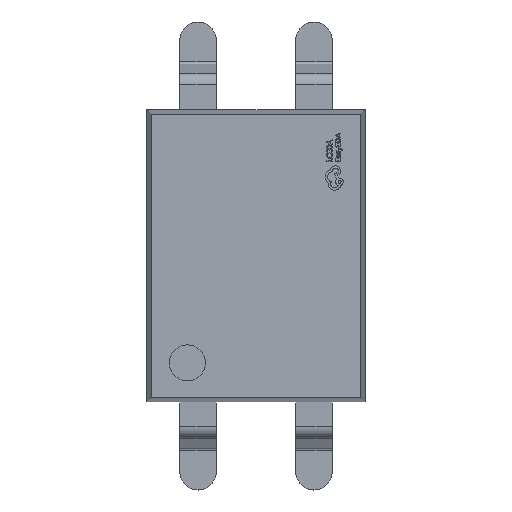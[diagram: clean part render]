
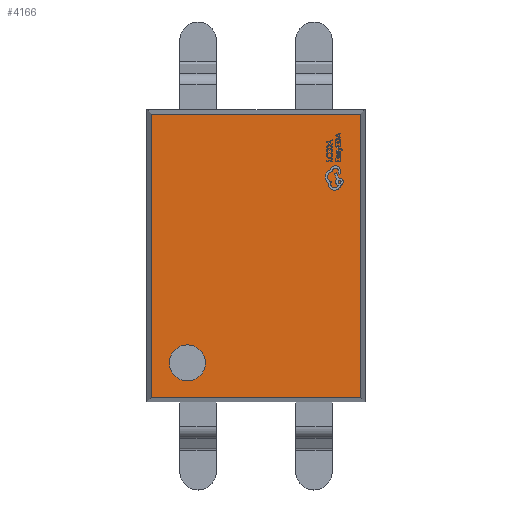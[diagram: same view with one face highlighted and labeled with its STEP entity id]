
A CAD part, top view. The second image highlights one B-rep face of the part: STEP entity #4166.
In plain terms, the highlighted planar face has unit normal (0, 0, 1).
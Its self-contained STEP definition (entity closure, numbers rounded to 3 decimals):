
#70 = DIRECTION ( 'NONE',  ( 1., 0., 0. ) ) ;
#394 = VERTEX_POINT ( 'NONE', #16322 ) ;
#772 = DIRECTION ( 'NONE',  ( 0., 0., 1. ) ) ;
#889 = CARTESIAN_POINT ( 'NONE',  ( 2.29, 3.2, 2.9 ) ) ;
#953 = DIRECTION ( 'NONE',  ( 0., -1., 0. ) ) ;
#1020 = EDGE_CURVE ( 'NONE', #8279, #2952, #4636, .T. ) ;
#1240 = EDGE_CURVE ( 'NONE', #2302, #16245, #9924, .T. ) ;
#1273 = DIRECTION ( 'NONE',  ( 1., 0., 0. ) ) ;
#1343 = VECTOR ( 'NONE', #13889, 1000. ) ;
#1582 = VERTEX_POINT ( 'NONE', #6104 ) ;
#1878 = CARTESIAN_POINT ( 'NONE',  ( -1.504, -2.346, 2.9 ) ) ;
#2051 = ORIENTED_EDGE ( 'NONE', *, *, #5574, .T. ) ;
#2302 = VERTEX_POINT ( 'NONE', #15629 ) ;
#2421 = AXIS2_PLACEMENT_3D ( 'NONE', #5283, #4062, #1273 ) ;
#2635 = CARTESIAN_POINT ( 'NONE',  ( -1.504, -2.346, 2.9 ) ) ;
#2873 = LINE ( 'NONE', #4141, #13862 ) ;
#2952 = VERTEX_POINT ( 'NONE', #6415 ) ;
#4062 = DIRECTION ( 'NONE',  ( 0., 0., 1. ) ) ;
#4141 = CARTESIAN_POINT ( 'NONE',  ( 2.39, -3.1, 2.9 ) ) ;
#4143 = EDGE_CURVE ( 'NONE', #2952, #8279, #8637, .T. ) ;
#4166 = ADVANCED_FACE ( 'NONE', ( #14438, #12983 ), #12899, .T. ) ;
#4636 = CIRCLE ( 'NONE', #11402, 0.395 ) ;
#5009 = ORIENTED_EDGE ( 'NONE', *, *, #1240, .T. ) ;
#5256 = LINE ( 'NONE', #6601, #8506 ) ;
#5283 = CARTESIAN_POINT ( 'NONE',  ( 0., 0., 2.9 ) ) ;
#5574 = EDGE_CURVE ( 'NONE', #394, #1582, #16420, .T. ) ;
#5873 = CARTESIAN_POINT ( 'NONE',  ( -2.29, -3.1, 2.9 ) ) ;
#6104 = CARTESIAN_POINT ( 'NONE',  ( 2.29, 3.1, 2.9 ) ) ;
#6373 = EDGE_CURVE ( 'NONE', #16245, #394, #2873, .T. ) ;
#6415 = CARTESIAN_POINT ( 'NONE',  ( -1.109, -2.346, 2.9 ) ) ;
#6499 = AXIS2_PLACEMENT_3D ( 'NONE', #2635, #7817, #7650 ) ;
#6558 = EDGE_LOOP ( 'NONE', ( #12359, #15027 ) ) ;
#6601 = CARTESIAN_POINT ( 'NONE',  ( -2.39, 3.1, 2.9 ) ) ;
#7412 = CARTESIAN_POINT ( 'NONE',  ( -2.29, -3.2, 2.9 ) ) ;
#7650 = DIRECTION ( 'NONE',  ( 1., 0., 0. ) ) ;
#7817 = DIRECTION ( 'NONE',  ( 0., 0., 1. ) ) ;
#8279 = VERTEX_POINT ( 'NONE', #16464 ) ;
#8506 = VECTOR ( 'NONE', #9679, 1000. ) ;
#8637 = CIRCLE ( 'NONE', #6499, 0.395 ) ;
#9521 = ORIENTED_EDGE ( 'NONE', *, *, #6373, .T. ) ;
#9585 = DIRECTION ( 'NONE',  ( 1., 0., 0. ) ) ;
#9679 = DIRECTION ( 'NONE',  ( -1., 0., 0. ) ) ;
#9698 = EDGE_LOOP ( 'NONE', ( #2051, #15579, #5009, #9521 ) ) ;
#9924 = LINE ( 'NONE', #7412, #11304 ) ;
#11304 = VECTOR ( 'NONE', #953, 1000. ) ;
#11402 = AXIS2_PLACEMENT_3D ( 'NONE', #1878, #772, #9585 ) ;
#11832 = EDGE_CURVE ( 'NONE', #1582, #2302, #5256, .T. ) ;
#12359 = ORIENTED_EDGE ( 'NONE', *, *, #4143, .F. ) ;
#12899 = PLANE ( 'NONE',  #2421 ) ;
#12983 = FACE_OUTER_BOUND ( 'NONE', #9698, .T. ) ;
#13862 = VECTOR ( 'NONE', #70, 1000. ) ;
#13889 = DIRECTION ( 'NONE',  ( 0., 1., 0. ) ) ;
#14438 = FACE_BOUND ( 'NONE', #6558, .T. ) ;
#15027 = ORIENTED_EDGE ( 'NONE', *, *, #1020, .F. ) ;
#15579 = ORIENTED_EDGE ( 'NONE', *, *, #11832, .T. ) ;
#15629 = CARTESIAN_POINT ( 'NONE',  ( -2.29, 3.1, 2.9 ) ) ;
#16245 = VERTEX_POINT ( 'NONE', #5873 ) ;
#16322 = CARTESIAN_POINT ( 'NONE',  ( 2.29, -3.1, 2.9 ) ) ;
#16420 = LINE ( 'NONE', #889, #1343 ) ;
#16464 = CARTESIAN_POINT ( 'NONE',  ( -1.898, -2.346, 2.9 ) ) ;
